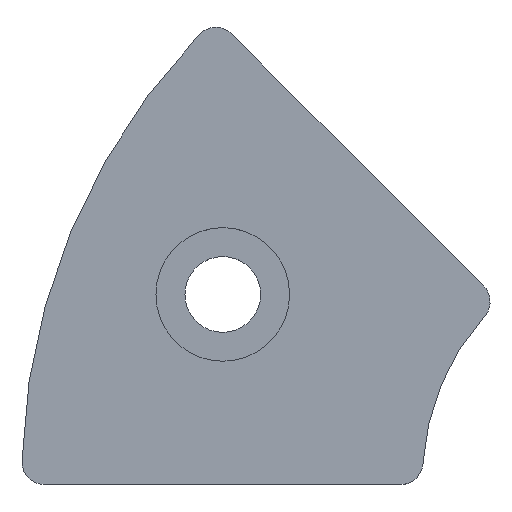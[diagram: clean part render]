
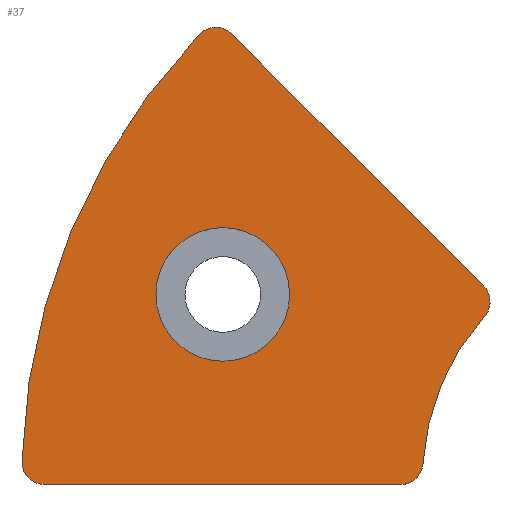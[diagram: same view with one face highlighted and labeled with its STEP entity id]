
A CAD part, top view. The second image highlights one B-rep face of the part: STEP entity #37.
In plain terms, the highlighted planar face has unit normal (0, 0, 1).
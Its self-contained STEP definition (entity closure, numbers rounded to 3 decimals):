
#3 = EDGE_CURVE ( 'NONE', #447, #22, #270, .T. ) ;
#6 = VECTOR ( 'NONE', #85, 1000. ) ;
#18 = VERTEX_POINT ( 'NONE', #214 ) ;
#22 = VERTEX_POINT ( 'NONE', #396 ) ;
#28 = DIRECTION ( 'NONE',  ( 0., 0., 1. ) ) ;
#37 = ADVANCED_FACE ( 'NONE', ( #519, #350 ), #569, .T. ) ;
#40 = DIRECTION ( 'NONE',  ( 0., 0., 1. ) ) ;
#47 = EDGE_CURVE ( 'NONE', #18, #150, #537, .T. ) ;
#48 = CARTESIAN_POINT ( 'NONE',  ( 23.484, 50.493, 3. ) ) ;
#50 = DIRECTION ( 'NONE',  ( 1., 0., 0. ) ) ;
#55 = ORIENTED_EDGE ( 'NONE', *, *, #311, .F. ) ;
#57 = CARTESIAN_POINT ( 'NONE',  ( 29.98, 21.254, 3. ) ) ;
#60 = EDGE_LOOP ( 'NONE', ( #326, #554, #365, #104, #225, #116, #504, #533, #55 ) ) ;
#77 = CARTESIAN_POINT ( 'NONE',  ( 42.429, 2.436, 3. ) ) ;
#80 = LINE ( 'NONE', #210, #567 ) ;
#81 = CARTESIAN_POINT ( 'NONE',  ( 21.697, 48.706, 3. ) ) ;
#85 = DIRECTION ( 'NONE',  ( 1., 0., 0. ) ) ;
#89 = EDGE_CURVE ( 'NONE', #22, #323, #423, .T. ) ;
#90 = DIRECTION ( 'NONE',  ( 0., 0., 1. ) ) ;
#96 = EDGE_CURVE ( 'NONE', #323, #363, #483, .T. ) ;
#98 = AXIS2_PLACEMENT_3D ( 'NONE', #261, #40, #517 ) ;
#99 = CIRCLE ( 'NONE', #264, 2.528 ) ;
#104 = ORIENTED_EDGE ( 'NONE', *, *, #89, .T. ) ;
#110 = AXIS2_PLACEMENT_3D ( 'NONE', #77, #28, #384 ) ;
#116 = ORIENTED_EDGE ( 'NONE', *, *, #456, .T. ) ;
#120 = DIRECTION ( 'NONE',  ( 0., 0., 1. ) ) ;
#121 = EDGE_CURVE ( 'NONE', #360, #447, #303, .T. ) ;
#123 = DIRECTION ( 'NONE',  ( 1., 0., 0. ) ) ;
#126 = CARTESIAN_POINT ( 'NONE',  ( 2.471, -0.092, 3. ) ) ;
#136 = CIRCLE ( 'NONE', #459, 2.528 ) ;
#150 = VERTEX_POINT ( 'NONE', #57 ) ;
#153 = AXIS2_PLACEMENT_3D ( 'NONE', #336, #556, #200 ) ;
#163 = AXIS2_PLACEMENT_3D ( 'NONE', #520, #120, #333 ) ;
#167 = EDGE_LOOP ( 'NONE', ( #334, #314 ) ) ;
#171 = CARTESIAN_POINT ( 'NONE',  ( 22.48, 21.254, 3. ) ) ;
#176 = DIRECTION ( 'NONE',  ( 0., 0., 1. ) ) ;
#177 = DIRECTION ( 'NONE',  ( 0., 0., 1. ) ) ;
#188 = AXIS2_PLACEMENT_3D ( 'NONE', #430, #90, #438 ) ;
#198 = VERTEX_POINT ( 'NONE', #230 ) ;
#200 = DIRECTION ( 'NONE',  ( 1., 0., 0. ) ) ;
#210 = CARTESIAN_POINT ( 'NONE',  ( 23.484, 50.493, 3. ) ) ;
#214 = CARTESIAN_POINT ( 'NONE',  ( 14.98, 21.254, 3. ) ) ;
#225 = ORIENTED_EDGE ( 'NONE', *, *, #96, .T. ) ;
#226 = CIRCLE ( 'NONE', #153, 27.018 ) ;
#230 = CARTESIAN_POINT ( 'NONE',  ( 51.747, 18.672, 3. ) ) ;
#244 = CARTESIAN_POINT ( 'NONE',  ( 49.951, 20.451, 3. ) ) ;
#260 = DIRECTION ( 'NONE',  ( 0., 0., 1. ) ) ;
#261 = CARTESIAN_POINT ( 'NONE',  ( 2.471, 2.436, 3. ) ) ;
#264 = AXIS2_PLACEMENT_3D ( 'NONE', #244, #561, #123 ) ;
#270 = CIRCLE ( 'NONE', #98, 2.528 ) ;
#303 = CIRCLE ( 'NONE', #494, 71.996 ) ;
#305 = CARTESIAN_POINT ( 'NONE',  ( 71.924, 0.703, 3. ) ) ;
#311 = EDGE_CURVE ( 'NONE', #506, #453, #80, .T. ) ;
#314 = ORIENTED_EDGE ( 'NONE', *, *, #47, .F. ) ;
#323 = VERTEX_POINT ( 'NONE', #553 ) ;
#326 = ORIENTED_EDGE ( 'NONE', *, *, #482, .T. ) ;
#333 = DIRECTION ( 'NONE',  ( 1., 0., 0. ) ) ;
#334 = ORIENTED_EDGE ( 'NONE', *, *, #415, .F. ) ;
#336 = CARTESIAN_POINT ( 'NONE',  ( 71.924, 0.703, 3. ) ) ;
#339 = CARTESIAN_POINT ( 'NONE',  ( -0.045, 2.682, 3. ) ) ;
#350 = FACE_OUTER_BOUND ( 'NONE', #60, .T. ) ;
#355 = EDGE_CURVE ( 'NONE', #198, #453, #99, .T. ) ;
#360 = VERTEX_POINT ( 'NONE', #551 ) ;
#363 = VERTEX_POINT ( 'NONE', #464 ) ;
#365 = ORIENTED_EDGE ( 'NONE', *, *, #3, .T. ) ;
#375 = EDGE_CURVE ( 'NONE', #198, #382, #226, .T. ) ;
#382 = VERTEX_POINT ( 'NONE', #427 ) ;
#384 = DIRECTION ( 'NONE',  ( 1., 0., 0. ) ) ;
#393 = DIRECTION ( 'NONE',  ( 0.707, -0.707, 0. ) ) ;
#396 = CARTESIAN_POINT ( 'NONE',  ( -0.057, 2.436, 3. ) ) ;
#399 = CIRCLE ( 'NONE', #163, 7.5 ) ;
#413 = CIRCLE ( 'NONE', #110, 2.528 ) ;
#415 = EDGE_CURVE ( 'NONE', #150, #18, #399, .T. ) ;
#423 = CIRCLE ( 'NONE', #188, 2.528 ) ;
#425 = CARTESIAN_POINT ( 'NONE',  ( 51.739, 22.239, 3. ) ) ;
#427 = CARTESIAN_POINT ( 'NONE',  ( 44.955, 2.331, 3. ) ) ;
#430 = CARTESIAN_POINT ( 'NONE',  ( 2.471, 2.436, 3. ) ) ;
#438 = DIRECTION ( 'NONE',  ( 1., 0., 0. ) ) ;
#440 = AXIS2_PLACEMENT_3D ( 'NONE', #171, #176, #481 ) ;
#447 = VERTEX_POINT ( 'NONE', #339 ) ;
#453 = VERTEX_POINT ( 'NONE', #425 ) ;
#456 = EDGE_CURVE ( 'NONE', #363, #382, #413, .T. ) ;
#459 = AXIS2_PLACEMENT_3D ( 'NONE', #490, #177, #50 ) ;
#464 = CARTESIAN_POINT ( 'NONE',  ( 42.429, -0.092, 3. ) ) ;
#481 = DIRECTION ( 'NONE',  ( 1., 0., 0. ) ) ;
#482 = EDGE_CURVE ( 'NONE', #506, #360, #136, .T. ) ;
#483 = LINE ( 'NONE', #126, #6 ) ;
#490 = CARTESIAN_POINT ( 'NONE',  ( 21.697, 48.706, 3. ) ) ;
#494 = AXIS2_PLACEMENT_3D ( 'NONE', #305, #260, #503 ) ;
#503 = DIRECTION ( 'NONE',  ( 1., 0., 0. ) ) ;
#504 = ORIENTED_EDGE ( 'NONE', *, *, #375, .F. ) ;
#506 = VERTEX_POINT ( 'NONE', #48 ) ;
#517 = DIRECTION ( 'NONE',  ( 1., 0., 0. ) ) ;
#519 = FACE_BOUND ( 'NONE', #167, .T. ) ;
#520 = CARTESIAN_POINT ( 'NONE',  ( 22.48, 21.254, 3. ) ) ;
#533 = ORIENTED_EDGE ( 'NONE', *, *, #355, .T. ) ;
#537 = CIRCLE ( 'NONE', #440, 7.5 ) ;
#551 = CARTESIAN_POINT ( 'NONE',  ( 19.725, 50.288, 3. ) ) ;
#553 = CARTESIAN_POINT ( 'NONE',  ( 2.471, -0.092, 3. ) ) ;
#554 = ORIENTED_EDGE ( 'NONE', *, *, #121, .T. ) ;
#556 = DIRECTION ( 'NONE',  ( 0., 0., 1. ) ) ;
#557 = DIRECTION ( 'NONE',  ( 1., 0., 0. ) ) ;
#561 = DIRECTION ( 'NONE',  ( 0., 0., 1. ) ) ;
#565 = DIRECTION ( 'NONE',  ( 0., 0., 1. ) ) ;
#566 = AXIS2_PLACEMENT_3D ( 'NONE', #81, #565, #557 ) ;
#567 = VECTOR ( 'NONE', #393, 1000. ) ;
#569 = PLANE ( 'NONE',  #566 ) ;
